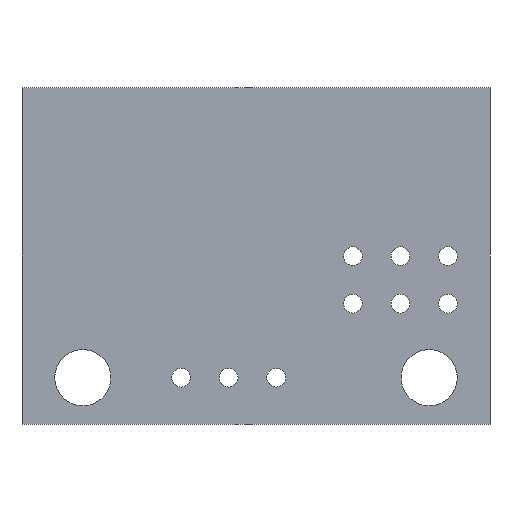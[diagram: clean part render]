
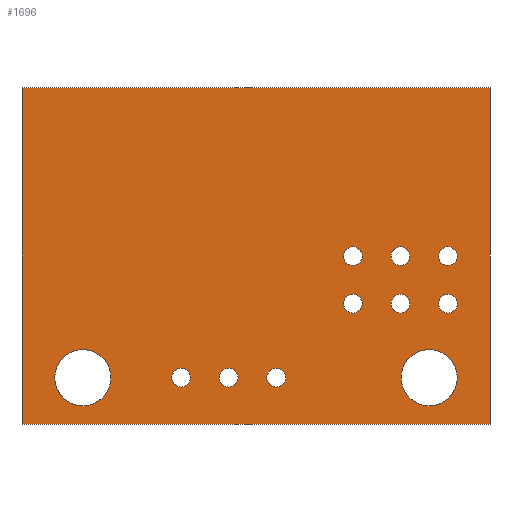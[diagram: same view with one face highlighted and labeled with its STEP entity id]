
A CAD part, front view. The second image highlights one B-rep face of the part: STEP entity #1696.
In plain terms, the highlighted planar face has unit normal (0, -1, 0).
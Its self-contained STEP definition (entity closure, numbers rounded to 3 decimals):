
#41=FACE_BOUND('',#730,.T.);
#42=FACE_BOUND('',#731,.T.);
#43=FACE_BOUND('',#732,.T.);
#44=FACE_BOUND('',#733,.T.);
#45=FACE_BOUND('',#734,.T.);
#46=FACE_BOUND('',#735,.T.);
#47=FACE_BOUND('',#736,.T.);
#48=FACE_BOUND('',#737,.T.);
#49=FACE_BOUND('',#738,.T.);
#50=FACE_BOUND('',#739,.T.);
#51=FACE_BOUND('',#740,.T.);
#124=PLANE('',#1828);
#296=LINE('',#2673,#489);
#299=LINE('',#2679,#492);
#302=LINE('',#2685,#495);
#305=LINE('',#2689,#498);
#489=VECTOR('',#2202,10.);
#492=VECTOR('',#2207,10.);
#495=VECTOR('',#2212,10.);
#498=VECTOR('',#2217,10.);
#610=FACE_OUTER_BOUND('',#729,.T.);
#729=EDGE_LOOP('',(#1538,#1539,#1540,#1541));
#730=EDGE_LOOP('',(#1542));
#731=EDGE_LOOP('',(#1543));
#732=EDGE_LOOP('',(#1544));
#733=EDGE_LOOP('',(#1545));
#734=EDGE_LOOP('',(#1546));
#735=EDGE_LOOP('',(#1547));
#736=EDGE_LOOP('',(#1548));
#737=EDGE_LOOP('',(#1549));
#738=EDGE_LOOP('',(#1550));
#739=EDGE_LOOP('',(#1551));
#740=EDGE_LOOP('',(#1552));
#761=CIRCLE('',#1803,0.5);
#763=CIRCLE('',#1806,0.5);
#765=CIRCLE('',#1809,0.5);
#767=CIRCLE('',#1812,1.5);
#769=CIRCLE('',#1815,1.5);
#777=CIRCLE('',#1829,0.5);
#778=CIRCLE('',#1830,0.5);
#779=CIRCLE('',#1831,0.5);
#780=CIRCLE('',#1832,0.5);
#781=CIRCLE('',#1833,0.5);
#782=CIRCLE('',#1834,0.5);
#894=VERTEX_POINT('',#2637);
#896=VERTEX_POINT('',#2643);
#898=VERTEX_POINT('',#2649);
#900=VERTEX_POINT('',#2655);
#902=VERTEX_POINT('',#2661);
#906=VERTEX_POINT('',#2670);
#907=VERTEX_POINT('',#2672);
#909=VERTEX_POINT('',#2678);
#911=VERTEX_POINT('',#2684);
#918=VERTEX_POINT('',#2704);
#919=VERTEX_POINT('',#2706);
#920=VERTEX_POINT('',#2708);
#921=VERTEX_POINT('',#2710);
#922=VERTEX_POINT('',#2712);
#923=VERTEX_POINT('',#2714);
#1098=EDGE_CURVE('',#894,#894,#761,.T.);
#1101=EDGE_CURVE('',#896,#896,#763,.T.);
#1104=EDGE_CURVE('',#898,#898,#765,.T.);
#1107=EDGE_CURVE('',#900,#900,#767,.T.);
#1110=EDGE_CURVE('',#902,#902,#769,.T.);
#1115=EDGE_CURVE('',#907,#906,#296,.T.);
#1118=EDGE_CURVE('',#909,#907,#299,.T.);
#1121=EDGE_CURVE('',#911,#909,#302,.T.);
#1124=EDGE_CURVE('',#906,#911,#305,.T.);
#1131=EDGE_CURVE('',#918,#918,#777,.T.);
#1132=EDGE_CURVE('',#919,#919,#778,.T.);
#1133=EDGE_CURVE('',#920,#920,#779,.T.);
#1134=EDGE_CURVE('',#921,#921,#780,.T.);
#1135=EDGE_CURVE('',#922,#922,#781,.T.);
#1136=EDGE_CURVE('',#923,#923,#782,.T.);
#1538=ORIENTED_EDGE('',*,*,#1124,.T.);
#1539=ORIENTED_EDGE('',*,*,#1121,.T.);
#1540=ORIENTED_EDGE('',*,*,#1118,.T.);
#1541=ORIENTED_EDGE('',*,*,#1115,.T.);
#1542=ORIENTED_EDGE('',*,*,#1131,.T.);
#1543=ORIENTED_EDGE('',*,*,#1132,.T.);
#1544=ORIENTED_EDGE('',*,*,#1133,.T.);
#1545=ORIENTED_EDGE('',*,*,#1134,.T.);
#1546=ORIENTED_EDGE('',*,*,#1135,.T.);
#1547=ORIENTED_EDGE('',*,*,#1136,.T.);
#1548=ORIENTED_EDGE('',*,*,#1110,.T.);
#1549=ORIENTED_EDGE('',*,*,#1107,.T.);
#1550=ORIENTED_EDGE('',*,*,#1104,.T.);
#1551=ORIENTED_EDGE('',*,*,#1101,.T.);
#1552=ORIENTED_EDGE('',*,*,#1098,.T.);
#1696=ADVANCED_FACE('',(#610,#41,#42,#43,#44,#45,#46,#47,#48,#49,#50,#51),
#124,.F.);
#1803=AXIS2_PLACEMENT_3D('',#2638,#2165,#2166);
#1806=AXIS2_PLACEMENT_3D('',#2644,#2172,#2173);
#1809=AXIS2_PLACEMENT_3D('',#2650,#2179,#2180);
#1812=AXIS2_PLACEMENT_3D('',#2656,#2186,#2187);
#1815=AXIS2_PLACEMENT_3D('',#2662,#2193,#2194);
#1828=AXIS2_PLACEMENT_3D('',#2703,#2232,#2233);
#1829=AXIS2_PLACEMENT_3D('',#2705,#2234,#2235);
#1830=AXIS2_PLACEMENT_3D('',#2707,#2236,#2237);
#1831=AXIS2_PLACEMENT_3D('',#2709,#2238,#2239);
#1832=AXIS2_PLACEMENT_3D('',#2711,#2240,#2241);
#1833=AXIS2_PLACEMENT_3D('',#2713,#2242,#2243);
#1834=AXIS2_PLACEMENT_3D('',#2715,#2244,#2245);
#2165=DIRECTION('center_axis',(0.,1.,0.));
#2166=DIRECTION('ref_axis',(1.,0.,0.));
#2172=DIRECTION('center_axis',(0.,1.,0.));
#2173=DIRECTION('ref_axis',(1.,0.,0.));
#2179=DIRECTION('center_axis',(0.,1.,0.));
#2180=DIRECTION('ref_axis',(1.,0.,0.));
#2186=DIRECTION('center_axis',(0.,1.,0.));
#2187=DIRECTION('ref_axis',(1.,0.,0.));
#2193=DIRECTION('center_axis',(0.,1.,0.));
#2194=DIRECTION('ref_axis',(1.,0.,0.));
#2202=DIRECTION('',(0.,0.,-1.));
#2207=DIRECTION('',(-1.,0.,0.));
#2212=DIRECTION('',(0.,0.,1.));
#2217=DIRECTION('',(1.,0.,0.));
#2232=DIRECTION('center_axis',(0.,1.,0.));
#2233=DIRECTION('ref_axis',(1.,0.,0.));
#2234=DIRECTION('center_axis',(0.,1.,0.));
#2235=DIRECTION('ref_axis',(1.,0.,0.));
#2236=DIRECTION('center_axis',(0.,1.,0.));
#2237=DIRECTION('ref_axis',(1.,0.,0.));
#2238=DIRECTION('center_axis',(0.,1.,0.));
#2239=DIRECTION('ref_axis',(1.,0.,0.));
#2240=DIRECTION('center_axis',(0.,1.,0.));
#2241=DIRECTION('ref_axis',(1.,0.,0.));
#2242=DIRECTION('center_axis',(0.,1.,0.));
#2243=DIRECTION('ref_axis',(1.,0.,0.));
#2244=DIRECTION('center_axis',(0.,1.,0.));
#2245=DIRECTION('ref_axis',(1.,0.,0.));
#2637=CARTESIAN_POINT('',(4.675,-1.,-2.549));
#2638=CARTESIAN_POINT('Origin',(5.175,-1.,-2.549));
#2643=CARTESIAN_POINT('',(4.675,-1.,-0.009));
#2644=CARTESIAN_POINT('Origin',(5.175,-1.,-0.009));
#2649=CARTESIAN_POINT('',(-4.5,-1.,-6.5));
#2650=CARTESIAN_POINT('Origin',(-4.,-1.,-6.5));
#2655=CARTESIAN_POINT('',(-10.75,-1.,-6.5));
#2656=CARTESIAN_POINT('Origin',(-9.25,-1.,-6.5));
#2661=CARTESIAN_POINT('',(7.75,-1.,-6.5));
#2662=CARTESIAN_POINT('Origin',(9.25,-1.,-6.5));
#2670=CARTESIAN_POINT('',(-12.5,-1.,-9.));
#2672=CARTESIAN_POINT('',(-12.5,-1.,9.));
#2673=CARTESIAN_POINT('',(-12.5,-1.,9.));
#2678=CARTESIAN_POINT('',(12.5,-1.,9.));
#2679=CARTESIAN_POINT('',(12.5,-1.,9.));
#2684=CARTESIAN_POINT('',(12.5,-1.,-9.));
#2685=CARTESIAN_POINT('',(12.5,-1.,-9.));
#2689=CARTESIAN_POINT('',(-12.5,-1.,-9.));
#2703=CARTESIAN_POINT('Origin',(0.,-1.,0.));
#2704=CARTESIAN_POINT('',(0.58,-1.,-6.5));
#2705=CARTESIAN_POINT('Origin',(1.08,-1.,-6.5));
#2706=CARTESIAN_POINT('',(-1.96,-1.,-6.5));
#2707=CARTESIAN_POINT('Origin',(-1.46,-1.,-6.5));
#2708=CARTESIAN_POINT('',(9.755,-1.,-0.009));
#2709=CARTESIAN_POINT('Origin',(10.255,-1.,-0.009));
#2710=CARTESIAN_POINT('',(7.215,-1.,-0.009));
#2711=CARTESIAN_POINT('Origin',(7.715,-1.,-0.009));
#2712=CARTESIAN_POINT('',(9.755,-1.,-2.549));
#2713=CARTESIAN_POINT('Origin',(10.255,-1.,-2.549));
#2714=CARTESIAN_POINT('',(7.215,-1.,-2.549));
#2715=CARTESIAN_POINT('Origin',(7.715,-1.,-2.549));
